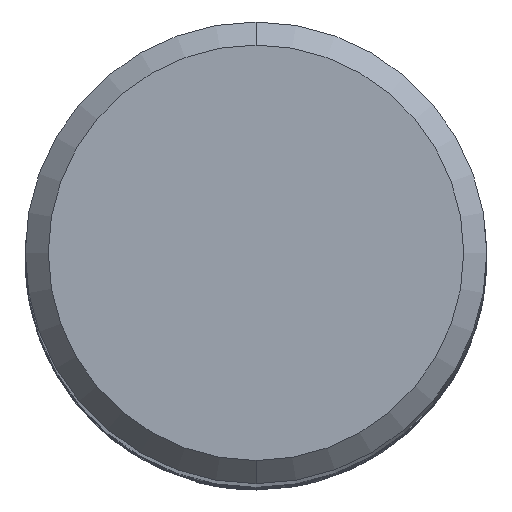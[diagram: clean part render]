
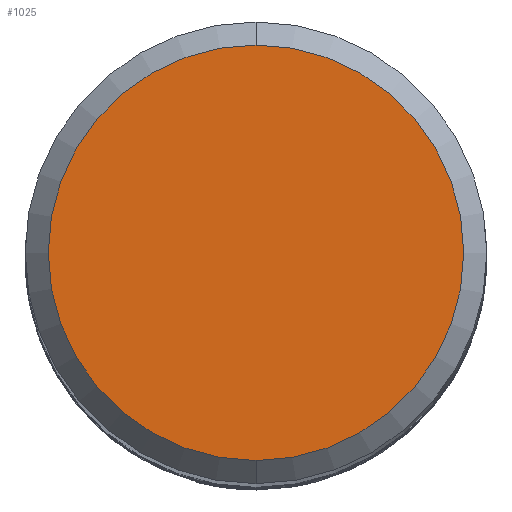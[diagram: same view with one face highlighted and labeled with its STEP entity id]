
A CAD part, top view. The second image highlights one B-rep face of the part: STEP entity #1025.
In plain terms, the highlighted planar face has unit normal (0, 0, 1).
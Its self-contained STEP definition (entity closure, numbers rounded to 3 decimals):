
#1025=ADVANCED_FACE('',(#2890),#2891,.T.);
#1471=VERTEX_POINT('',#3377);
#2057=VERTEX_POINT('',#4019);
#2515=EDGE_CURVE('',#1471,#2057,#4517,.T.);
#2545=EDGE_CURVE('',#2057,#1471,#4549,.T.);
#2890=FACE_OUTER_BOUND('',#5937,.T.);
#2891=PLANE('',#5938);
#3377=CARTESIAN_POINT('',(0.0,4.5,0.0));
#4019=CARTESIAN_POINT('',(0.,-4.5,0.0));
#4517=CIRCLE('',#27887,4.5);
#4549=CIRCLE('',#27980,4.5);
#5937=EDGE_LOOP('',(#30660,#30661));
#5938=AXIS2_PLACEMENT_3D('',#30662,#30663,#30664);
#27887=AXIS2_PLACEMENT_3D('',#32405,#32406,#32407);
#27980=AXIS2_PLACEMENT_3D('',#32424,#32425,#32426);
#30660=ORIENTED_EDGE('',*,*,#2515,.F.);
#30661=ORIENTED_EDGE('',*,*,#2545,.F.);
#30662=CARTESIAN_POINT('',(0.0,2.25,0.0));
#30663=DIRECTION('',(-0.0,0.0,1.0));
#30664=DIRECTION('',(0.0,-1.0,0.0));
#32405=CARTESIAN_POINT('',(0.0,0.0,0.0));
#32406=DIRECTION('',(0.0,0.0,-1.0));
#32407=DIRECTION('',(0.0,1.0,0.0));
#32424=CARTESIAN_POINT('',(0.0,0.0,0.0));
#32425=DIRECTION('',(0.0,0.0,-1.0));
#32426=DIRECTION('',(0.0,1.0,0.0));
